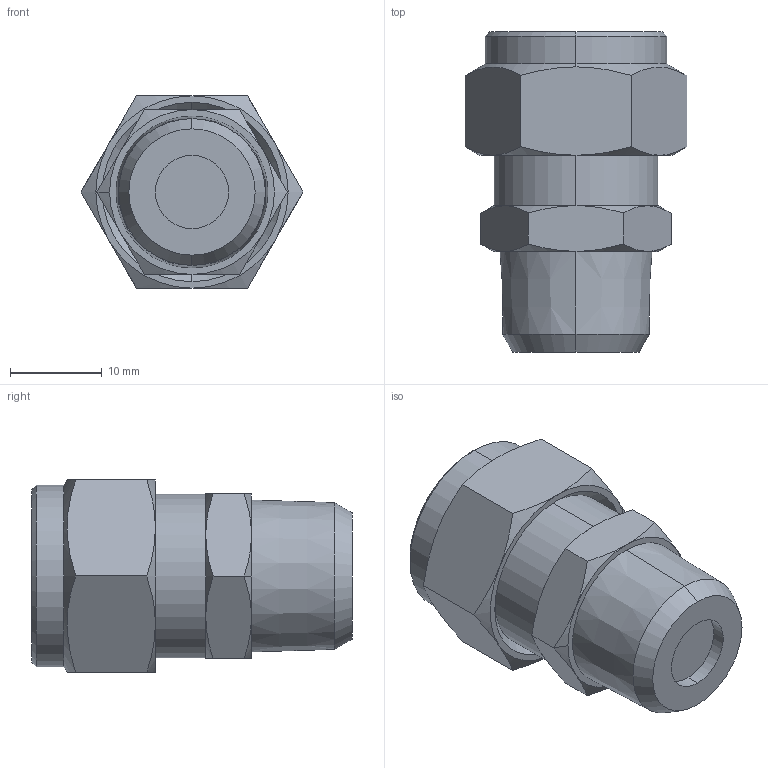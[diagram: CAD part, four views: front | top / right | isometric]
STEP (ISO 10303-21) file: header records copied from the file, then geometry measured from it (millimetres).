
FILE_DESCRIPTION (( 'STEP AP214' ), '1' );
FILE_NAME ('SRK.PC12-03.STEP', '2018-09-03T14:01:26', ( '' ), ( '' ), 'SwSTEP 2.0', 'SolidWorks 2018', '' );
FILE_SCHEMA (( 'AUTOMOTIVE_DESIGN' ));
Length unit declared in the file: millimetre
Products named in the file (1): SRK.PC12-03
Bounding box: 24.25 x 35 x 21 mm (x, y, z)
Volume: 9594.3 mm3; surface area: 2947.9 mm2
Topology: 1 solids, 1 shells, 58 faces, 124 edges, 73 vertices
Faces by surface type: cone 31, plane 19, cylinder 8
Entity records: 1733 total; most frequent: CARTESIAN_POINT 500, ORIENTED_EDGE 248, DIRECTION 245, EDGE_CURVE 124, AXIS2_PLACEMENT_3D 106, VERTEX_POINT 73, EDGE_LOOP 63, ADVANCED_FACE 58
